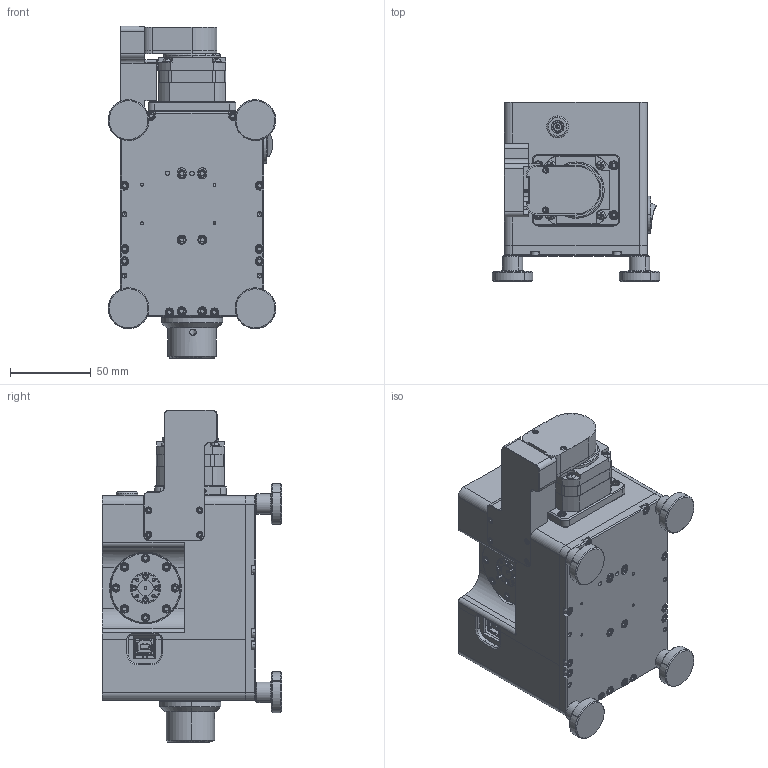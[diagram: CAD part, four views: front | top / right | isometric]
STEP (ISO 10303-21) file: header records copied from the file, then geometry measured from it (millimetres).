
FILE_DESCRIPTION (( 'STEP AP203' ), '1' );
FILE_NAME ('DMTA-08-111-S1.STEP', '2025-02-18T19:59:40', ( '' ), ( '' ), 'SwSTEP 2.0', 'SolidWorks 2021', '' );
FILE_SCHEMA (( 'CONFIG_CONTROL_DESIGN' ));
Products named in the file (1): DMTA-08-111-S1
Bounding box: 104.08 x 111.12 x 206.1 mm (x, y, z)
Volume: 464607.2 mm3; surface area: 208967.5 mm2
Topology: 76 solids, 86 shells, 3420 faces, 8125 edges, 4952 vertices
Faces by surface type: plane 1451, cylinder 1051, cone 808, torus 75, bspline 29, sphere 6
Entity records: 103214 total; most frequent: CARTESIAN_POINT 23662, DIRECTION 17087, ORIENTED_EDGE 15992, EDGE_CURVE 7996, AXIS2_PLACEMENT_3D 6375, VERTEX_POINT 4950, LINE 4337, VECTOR 4337
